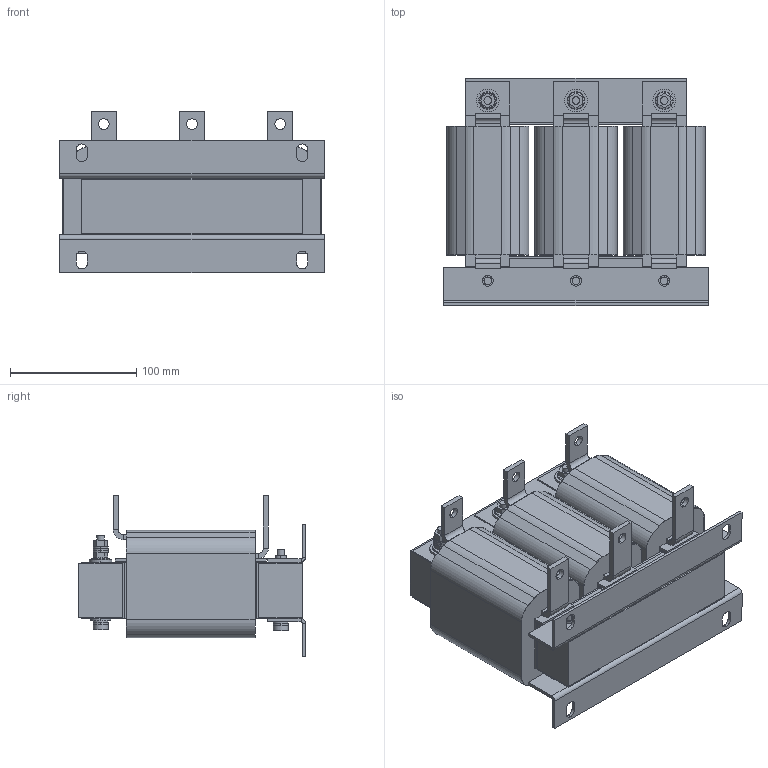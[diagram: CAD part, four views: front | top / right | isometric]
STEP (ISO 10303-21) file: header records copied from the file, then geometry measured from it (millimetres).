
FILE_DESCRIPTION (( 'STEP AP214' ), '1' );
FILE_NAME ('583039.STEP', '2023-03-30T12:52:22', ( '' ), ( '' ), 'SwSTEP 2.0', 'SolidWorks 2018', '' );
FILE_SCHEMA (( 'AUTOMOTIVE_DESIGN' ));
Length unit declared in the file: millimetre
Products named in the file (1): 583039
Bounding box: 210 x 180 x 127.8 mm (x, y, z)
Volume: 2284020.5 mm3; surface area: 220044.1 mm2
Topology: 1 solids, 1 shells, 453 faces, 1186 edges, 770 vertices
Faces by surface type: plane 307, cylinder 132, torus 8, cone 6
Entity records: 14012 total; most frequent: CARTESIAN_POINT 2526, ORIENTED_EDGE 2372, DIRECTION 2372, EDGE_CURVE 1186, LINE 852, VECTOR 852, VERTEX_POINT 770, AXIS2_PLACEMENT_3D 760
